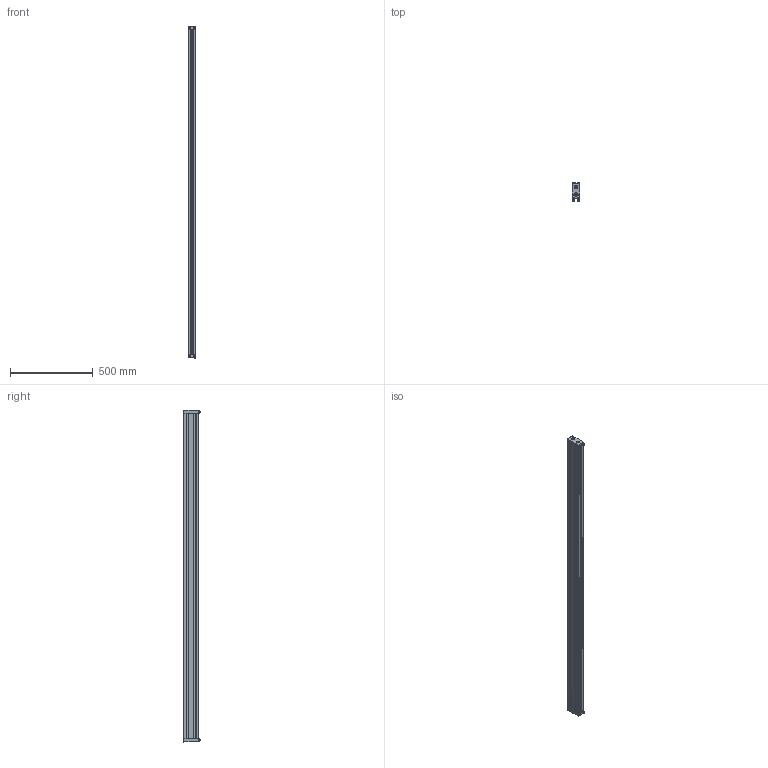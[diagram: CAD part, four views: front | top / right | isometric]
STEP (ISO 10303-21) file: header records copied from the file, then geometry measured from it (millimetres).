
FILE_DESCRIPTION (( 'STEP AP214' ), '1' );
FILE_NAME ('S1345PA2000.STEP', '2019-09-05T14:42:18', ( '' ), ( '' ), 'SwSTEP 2.0', 'SolidWorks 2019', '' );
FILE_SCHEMA (( 'AUTOMOTIVE_DESIGN' ));
Length unit declared in the file: inch
Products named in the file (1): S1345PA2000
Bounding box: 46.52 x 106.35 x 2000.02 mm (x, y, z)
Volume: 3962357.8 mm3; surface area: 2237164.1 mm2
Topology: 26 solids, 26 shells, 1193 faces, 3207 edges, 2082 vertices
Faces by surface type: plane 608, cylinder 389, cone 128, bspline 36, torus 32
Entity records: 69883 total; most frequent: CARTESIAN_POINT 24727, ORIENTED_EDGE 6382, DIRECTION 5749, EDGE_CURVE 3191, VERTEX_POINT 2082, AXIS2_PLACEMENT_3D 1976, VECTOR 1797, LINE 1797
